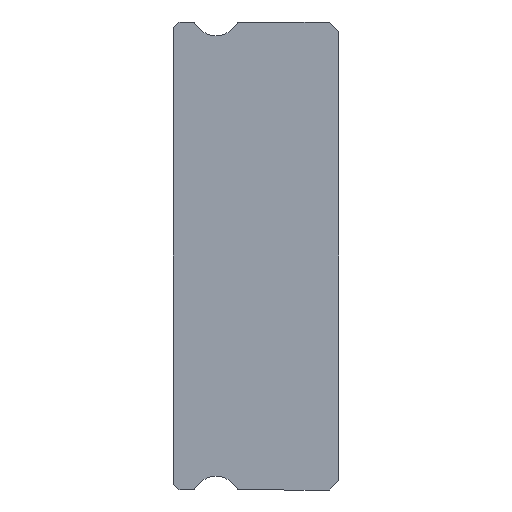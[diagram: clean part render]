
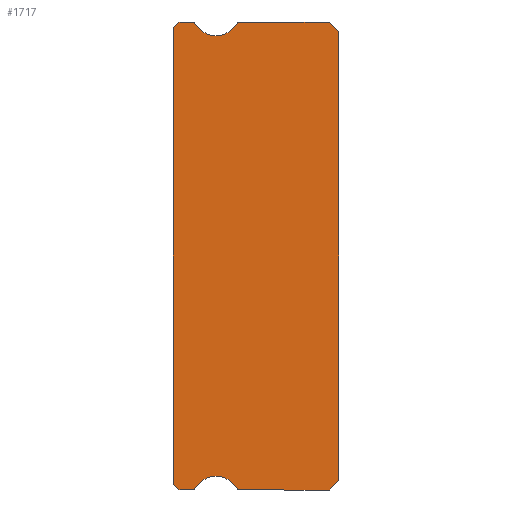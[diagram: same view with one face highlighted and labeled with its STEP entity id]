
A CAD part, left-side view. The second image highlights one B-rep face of the part: STEP entity #1717.
In plain terms, the highlighted planar face has unit normal (-1, 0, 0).
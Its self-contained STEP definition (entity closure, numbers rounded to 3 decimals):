
#8 = CARTESIAN_POINT ( 'NONE',  ( -10., 7.512, 11.85 ) ) ;
#48 = DIRECTION ( 'NONE',  ( 0., 0., -1. ) ) ;
#103 = CIRCLE ( 'NONE', #2106, 0.15 ) ;
#128 = CARTESIAN_POINT ( 'NONE',  ( -10., 6.3, 12.55 ) ) ;
#138 = DIRECTION ( 'NONE',  ( 0., 0., -1. ) ) ;
#153 = ORIENTED_EDGE ( 'NONE', *, *, #2353, .F. ) ;
#165 = DIRECTION ( 'NONE',  ( 1., 0., 0. ) ) ;
#181 = CIRCLE ( 'NONE', #2419, 0.15 ) ;
#183 = EDGE_CURVE ( 'NONE', #2512, #2080, #103, .T. ) ;
#247 = EDGE_CURVE ( 'NONE', #821, #1207, #2387, .T. ) ;
#279 = CARTESIAN_POINT ( 'NONE',  ( -10., 5.217, 11.925 ) ) ;
#339 = DIRECTION ( 'NONE',  ( 0., -0.707, -0.707 ) ) ;
#343 = CARTESIAN_POINT ( 'NONE',  ( -10., 5.088, 11.85 ) ) ;
#350 = CARTESIAN_POINT ( 'NONE',  ( -10., 6.3, 11.3 ) ) ;
#377 = CARTESIAN_POINT ( 'NONE',  ( -10., 7.512, 12. ) ) ;
#396 = AXIS2_PLACEMENT_3D ( 'NONE', #1473, #1130, #2491 ) ;
#405 = LINE ( 'NONE', #1984, #2303 ) ;
#431 = DIRECTION ( 'NONE',  ( 0., 0., -1. ) ) ;
#439 = LINE ( 'NONE', #2075, #2326 ) ;
#530 = LINE ( 'NONE', #2254, #1206 ) ;
#543 = EDGE_CURVE ( 'NONE', #974, #2512, #829, .T. ) ;
#569 = CARTESIAN_POINT ( 'NONE',  ( -10., 0., 11.5 ) ) ;
#582 = CARTESIAN_POINT ( 'NONE',  ( -10., 6.3, -12.55 ) ) ;
#598 = CARTESIAN_POINT ( 'NONE',  ( -10., 8.5, 11.7 ) ) ;
#601 = VECTOR ( 'NONE', #2243, 1000. ) ;
#634 = DIRECTION ( 'NONE',  ( 0., 0.707, -0.707 ) ) ;
#643 = FACE_OUTER_BOUND ( 'NONE', #1700, .T. ) ;
#650 = EDGE_CURVE ( 'NONE', #1207, #1358, #2521, .T. ) ;
#711 = CARTESIAN_POINT ( 'NONE',  ( -10., 8.2, -12. ) ) ;
#713 = AXIS2_PLACEMENT_3D ( 'NONE', #8, #1217, #1758 ) ;
#731 = CARTESIAN_POINT ( 'NONE',  ( -10., 7.512, 12. ) ) ;
#740 = ORIENTED_EDGE ( 'NONE', *, *, #183, .F. ) ;
#741 = DIRECTION ( 'NONE',  ( 0., -0.707, -0.707 ) ) ;
#771 = AXIS2_PLACEMENT_3D ( 'NONE', #2004, #2427, #48 ) ;
#781 = LINE ( 'NONE', #377, #1413 ) ;
#820 = VERTEX_POINT ( 'NONE', #931 ) ;
#821 = VERTEX_POINT ( 'NONE', #1511 ) ;
#829 = LINE ( 'NONE', #1061, #601 ) ;
#830 = ORIENTED_EDGE ( 'NONE', *, *, #2292, .T. ) ;
#831 = ORIENTED_EDGE ( 'NONE', *, *, #2248, .F. ) ;
#836 = VERTEX_POINT ( 'NONE', #2459 ) ;
#847 = PLANE ( 'NONE',  #771 ) ;
#878 = EDGE_CURVE ( 'NONE', #2178, #1979, #530, .T. ) ;
#889 = VERTEX_POINT ( 'NONE', #711 ) ;
#899 = ORIENTED_EDGE ( 'NONE', *, *, #247, .F. ) ;
#911 = CIRCLE ( 'NONE', #1488, 0.15 ) ;
#931 = CARTESIAN_POINT ( 'NONE',  ( -10., 8.5, 11.7 ) ) ;
#974 = VERTEX_POINT ( 'NONE', #2356 ) ;
#991 = DIRECTION ( 'NONE',  ( 0., -1., 0. ) ) ;
#1010 = LINE ( 'NONE', #2189, #1112 ) ;
#1048 = CARTESIAN_POINT ( 'NONE',  ( -10., 8.5, 11.85 ) ) ;
#1061 = CARTESIAN_POINT ( 'NONE',  ( -10., 7.512, -12. ) ) ;
#1062 = ORIENTED_EDGE ( 'NONE', *, *, #543, .F. ) ;
#1071 = LINE ( 'NONE', #1048, #2312 ) ;
#1103 = DIRECTION ( 'NONE',  ( 0., 0., -1. ) ) ;
#1112 = VECTOR ( 'NONE', #1596, 1000. ) ;
#1130 = DIRECTION ( 'NONE',  ( -1., 0., 0. ) ) ;
#1150 = DIRECTION ( 'NONE',  ( -1., 0., 0. ) ) ;
#1153 = DIRECTION ( 'NONE',  ( 0., 0., -1. ) ) ;
#1204 = LINE ( 'NONE', #598, #1274 ) ;
#1206 = VECTOR ( 'NONE', #339, 1000. ) ;
#1207 = VERTEX_POINT ( 'NONE', #350 ) ;
#1217 = DIRECTION ( 'NONE',  ( 1., 0., 0. ) ) ;
#1234 = CARTESIAN_POINT ( 'NONE',  ( -10., 7.512, -12. ) ) ;
#1235 = ORIENTED_EDGE ( 'NONE', *, *, #1901, .F. ) ;
#1274 = VECTOR ( 'NONE', #1387, 1000. ) ;
#1308 = ORIENTED_EDGE ( 'NONE', *, *, #2160, .F. ) ;
#1344 = CARTESIAN_POINT ( 'NONE',  ( -10., 0.5, 12. ) ) ;
#1357 = AXIS2_PLACEMENT_3D ( 'NONE', #582, #1150, #2340 ) ;
#1358 = VERTEX_POINT ( 'NONE', #279 ) ;
#1387 = DIRECTION ( 'NONE',  ( 0., 0.707, -0.707 ) ) ;
#1413 = VECTOR ( 'NONE', #991, 1000. ) ;
#1458 = EDGE_CURVE ( 'NONE', #2219, #1661, #439, .T. ) ;
#1473 = CARTESIAN_POINT ( 'NONE',  ( -10., 6.3, 12.55 ) ) ;
#1488 = AXIS2_PLACEMENT_3D ( 'NONE', #1546, #2124, #1153 ) ;
#1489 = ORIENTED_EDGE ( 'NONE', *, *, #2008, .T. ) ;
#1492 = AXIS2_PLACEMENT_3D ( 'NONE', #128, #2055, #138 ) ;
#1499 = CARTESIAN_POINT ( 'NONE',  ( -10., 8.5, -11.7 ) ) ;
#1511 = CARTESIAN_POINT ( 'NONE',  ( -10., 7.383, 11.925 ) ) ;
#1546 = CARTESIAN_POINT ( 'NONE',  ( -10., 7.512, -11.85 ) ) ;
#1551 = ORIENTED_EDGE ( 'NONE', *, *, #1458, .T. ) ;
#1565 = VECTOR ( 'NONE', #2393, 1000. ) ;
#1577 = VERTEX_POINT ( 'NONE', #1499 ) ;
#1583 = CARTESIAN_POINT ( 'NONE',  ( -10., 0., -11.5 ) ) ;
#1596 = DIRECTION ( 'NONE',  ( 0., -1., 0. ) ) ;
#1601 = VECTOR ( 'NONE', #741, 1000. ) ;
#1608 = CARTESIAN_POINT ( 'NONE',  ( -10., 0., 11.5 ) ) ;
#1615 = EDGE_CURVE ( 'NONE', #2349, #2178, #781, .T. ) ;
#1620 = VERTEX_POINT ( 'NONE', #1583 ) ;
#1661 = VERTEX_POINT ( 'NONE', #1732 ) ;
#1690 = CARTESIAN_POINT ( 'NONE',  ( -10., 5.088, -12. ) ) ;
#1700 = EDGE_LOOP ( 'NONE', ( #2247, #2251, #1927, #1235, #1750, #740, #1062, #831, #1489, #2359, #2207, #1308, #1943, #899, #153, #1551, #830 ) ) ;
#1717 = ADVANCED_FACE ( 'NONE', ( #643 ), #847, .F. ) ;
#1732 = CARTESIAN_POINT ( 'NONE',  ( -10., 8.2, 12. ) ) ;
#1737 = VERTEX_POINT ( 'NONE', #1234 ) ;
#1749 = LINE ( 'NONE', #2130, #1601 ) ;
#1750 = ORIENTED_EDGE ( 'NONE', *, *, #1930, .F. ) ;
#1758 = DIRECTION ( 'NONE',  ( 0., 0., -1. ) ) ;
#1901 = EDGE_CURVE ( 'NONE', #836, #1737, #911, .T. ) ;
#1927 = ORIENTED_EDGE ( 'NONE', *, *, #2328, .T. ) ;
#1930 = EDGE_CURVE ( 'NONE', #2080, #836, #2472, .T. ) ;
#1943 = ORIENTED_EDGE ( 'NONE', *, *, #650, .F. ) ;
#1979 = VERTEX_POINT ( 'NONE', #569 ) ;
#1984 = CARTESIAN_POINT ( 'NONE',  ( -10., 0., -11.5 ) ) ;
#2004 = CARTESIAN_POINT ( 'NONE',  ( -10., 7.512, 11.85 ) ) ;
#2008 = EDGE_CURVE ( 'NONE', #1620, #1979, #2448, .T. ) ;
#2055 = DIRECTION ( 'NONE',  ( -1., 0., 0. ) ) ;
#2075 = CARTESIAN_POINT ( 'NONE',  ( -10., 8.2, 12. ) ) ;
#2080 = VERTEX_POINT ( 'NONE', #2188 ) ;
#2087 = EDGE_CURVE ( 'NONE', #1577, #820, #1071, .T. ) ;
#2106 = AXIS2_PLACEMENT_3D ( 'NONE', #2180, #2208, #431 ) ;
#2124 = DIRECTION ( 'NONE',  ( 1., 0., 0. ) ) ;
#2130 = CARTESIAN_POINT ( 'NONE',  ( -10., 8.2, -12. ) ) ;
#2156 = CARTESIAN_POINT ( 'NONE',  ( -10., 5.088, 12. ) ) ;
#2160 = EDGE_CURVE ( 'NONE', #1358, #2349, #181, .T. ) ;
#2178 = VERTEX_POINT ( 'NONE', #1344 ) ;
#2180 = CARTESIAN_POINT ( 'NONE',  ( -10., 5.088, -11.85 ) ) ;
#2188 = CARTESIAN_POINT ( 'NONE',  ( -10., 5.217, -11.925 ) ) ;
#2189 = CARTESIAN_POINT ( 'NONE',  ( -10., 7.512, -12. ) ) ;
#2195 = EDGE_CURVE ( 'NONE', #1577, #889, #1749, .T. ) ;
#2204 = DIRECTION ( 'NONE',  ( 0., 0., 1. ) ) ;
#2207 = ORIENTED_EDGE ( 'NONE', *, *, #1615, .F. ) ;
#2208 = DIRECTION ( 'NONE',  ( 1., 0., 0. ) ) ;
#2219 = VERTEX_POINT ( 'NONE', #731 ) ;
#2243 = DIRECTION ( 'NONE',  ( 0., 1., 0. ) ) ;
#2247 = ORIENTED_EDGE ( 'NONE', *, *, #2087, .F. ) ;
#2248 = EDGE_CURVE ( 'NONE', #1620, #974, #405, .T. ) ;
#2251 = ORIENTED_EDGE ( 'NONE', *, *, #2195, .T. ) ;
#2254 = CARTESIAN_POINT ( 'NONE',  ( -10., 0.5, 12. ) ) ;
#2292 = EDGE_CURVE ( 'NONE', #1661, #820, #1204, .T. ) ;
#2303 = VECTOR ( 'NONE', #634, 1000. ) ;
#2312 = VECTOR ( 'NONE', #2204, 1000. ) ;
#2326 = VECTOR ( 'NONE', #2489, 1000. ) ;
#2328 = EDGE_CURVE ( 'NONE', #889, #1737, #1010, .T. ) ;
#2340 = DIRECTION ( 'NONE',  ( 0., 0., -1. ) ) ;
#2349 = VERTEX_POINT ( 'NONE', #2156 ) ;
#2353 = EDGE_CURVE ( 'NONE', #2219, #821, #2468, .T. ) ;
#2356 = CARTESIAN_POINT ( 'NONE',  ( -10., 0.5, -12. ) ) ;
#2359 = ORIENTED_EDGE ( 'NONE', *, *, #878, .F. ) ;
#2387 = CIRCLE ( 'NONE', #1492, 1.25 ) ;
#2393 = DIRECTION ( 'NONE',  ( 0., 0., 1. ) ) ;
#2419 = AXIS2_PLACEMENT_3D ( 'NONE', #343, #165, #1103 ) ;
#2427 = DIRECTION ( 'NONE',  ( 1., 0., 0. ) ) ;
#2448 = LINE ( 'NONE', #1608, #1565 ) ;
#2459 = CARTESIAN_POINT ( 'NONE',  ( -10., 7.383, -11.925 ) ) ;
#2468 = CIRCLE ( 'NONE', #713, 0.15 ) ;
#2472 = CIRCLE ( 'NONE', #1357, 1.25 ) ;
#2489 = DIRECTION ( 'NONE',  ( 0., 1., 0. ) ) ;
#2491 = DIRECTION ( 'NONE',  ( 0., 0., -1. ) ) ;
#2512 = VERTEX_POINT ( 'NONE', #1690 ) ;
#2521 = CIRCLE ( 'NONE', #396, 1.25 ) ;
